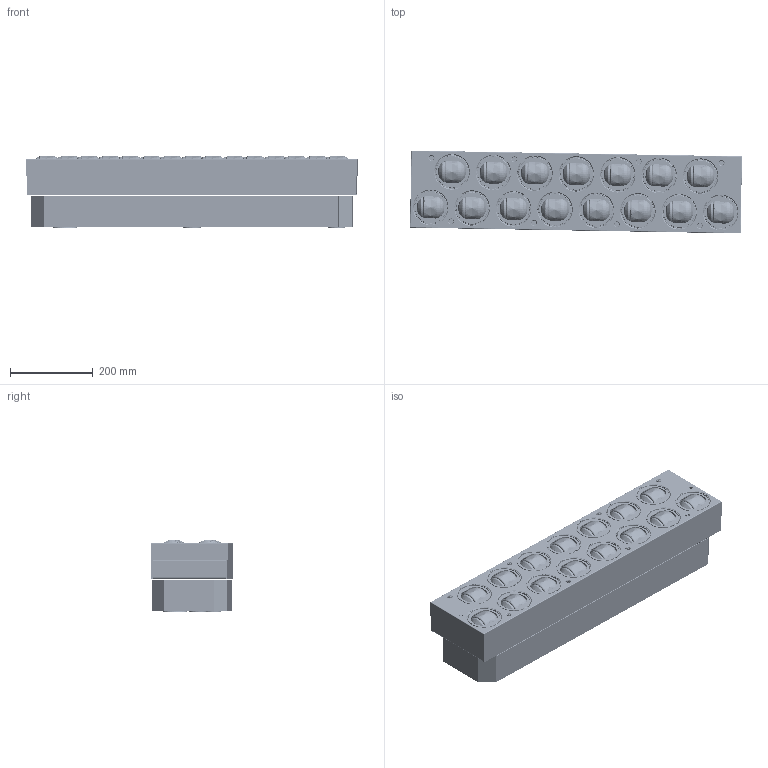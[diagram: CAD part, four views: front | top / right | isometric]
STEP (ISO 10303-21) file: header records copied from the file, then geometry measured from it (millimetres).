
FILE_DESCRIPTION(/* description */ (''),/* implementation_level */ '2;1');
FILE_NAME(/* name */ 'MABS2(800L)_簡略化_2.stp',/* time_stamp */ '2022-08-17T12:58:52+09:00',/* author */ ('n-yokoyama'),/* organization */ (''),/* preprocessor_version */ 'ST-DEVELOPER v18.1',/* originating_system */ 'Autodesk Inventor 2022',/* authorisation */ '');
FILE_SCHEMA (('AUTOMOTIVE_DESIGN { 1 0 10303 214 3 1 1 }'));
Products named in the file (1): MABS2(800L)_簡略化_2
Bounding box: 801.12 x 199.9 x 175 mm (x, y, z)
Volume: 10161724.9 mm3; surface area: 1840356.4 mm2
Topology: 13 solids, 13 shells, 4335 faces, 12619 edges, 8290 vertices
Faces by surface type: plane 1662, torus 1246, cylinder 999, cone 353, bspline 75
Full cylindrical faces by diameter (mm): 4.8 x1, 6.2 x8, 6.5 x4, 8 x4, 9 x10, 11 x60, 14 x30, 42 x2, 53 x1, 72.2 x15, 75.712 x15, 76.8 x15, 77.4 x15, 82.5 x15, 86.6 x15, 87.4 x15, 91.5 x15
Entity records: 157878 total; most frequent: CARTESIAN_POINT 34306, DIRECTION 26519, ORIENTED_EDGE 25238, EDGE_CURVE 12619, AXIS2_PLACEMENT_3D 10647, VERTEX_POINT 8290, CIRCLE 6382, LINE 5225
